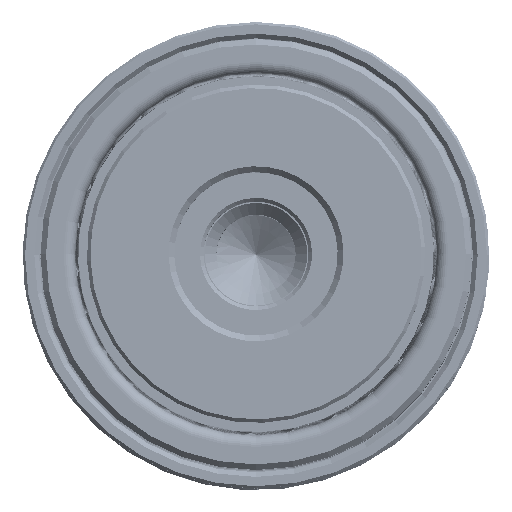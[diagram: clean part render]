
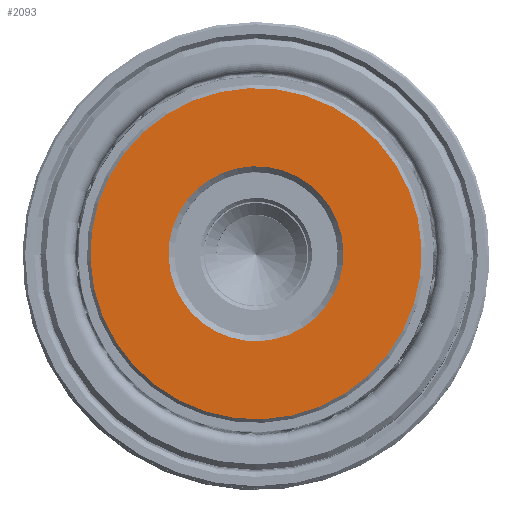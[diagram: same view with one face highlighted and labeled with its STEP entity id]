
A CAD part, top view. The second image highlights one B-rep face of the part: STEP entity #2093.
In plain terms, the highlighted face is planar.
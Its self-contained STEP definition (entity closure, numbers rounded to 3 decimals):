
#319 = EDGE_CURVE ( 'NONE', #9172, #26923, #30770, .T. ) ;
#2093 = ADVANCED_FACE ( 'NONE', ( #45069, #26278 ), #45387, .F. ) ;
#6424 = CARTESIAN_POINT ( 'NONE',  ( 0., 0., 0. ) ) ;
#6575 = DIRECTION ( 'NONE',  ( 0., 0., 1. ) ) ;
#6743 = DIRECTION ( 'NONE',  ( 0., 0., 1. ) ) ;
#7714 = CIRCLE ( 'NONE', #41500, 7.5 ) ;
#9172 = VERTEX_POINT ( 'NONE', #16750 ) ;
#9188 = DIRECTION ( 'NONE',  ( 0., 0., -1. ) ) ;
#10280 = CARTESIAN_POINT ( 'NONE',  ( -7.5, 0., 0. ) ) ;
#10288 = EDGE_LOOP ( 'NONE', ( #31152, #12304 ) ) ;
#12304 = ORIENTED_EDGE ( 'NONE', *, *, #319, .T. ) ;
#13797 = DIRECTION ( 'NONE',  ( 0., 0., -1. ) ) ;
#16314 = EDGE_LOOP ( 'NONE', ( #26657, #23737 ) ) ;
#16750 = CARTESIAN_POINT ( 'NONE',  ( -14.2, 0., 0. ) ) ;
#17496 = DIRECTION ( 'NONE',  ( 0., 0., 1. ) ) ;
#19805 = CIRCLE ( 'NONE', #43301, 14.2 ) ;
#23427 = CARTESIAN_POINT ( 'NONE',  ( 7.5, 0., 0. ) ) ;
#23737 = ORIENTED_EDGE ( 'NONE', *, *, #34565, .T. ) ;
#24042 = AXIS2_PLACEMENT_3D ( 'NONE', #27984, #6743, #31534 ) ;
#25169 = VERTEX_POINT ( 'NONE', #10280 ) ;
#26278 = FACE_BOUND ( 'NONE', #16314, .T. ) ;
#26657 = ORIENTED_EDGE ( 'NONE', *, *, #34828, .T. ) ;
#26923 = VERTEX_POINT ( 'NONE', #33309 ) ;
#27431 = AXIS2_PLACEMENT_3D ( 'NONE', #6424, #6575, #31354 ) ;
#27984 = CARTESIAN_POINT ( 'NONE',  ( 0., 0., 0. ) ) ;
#30061 = AXIS2_PLACEMENT_3D ( 'NONE', #34985, #13797, #38530 ) ;
#30398 = CARTESIAN_POINT ( 'NONE',  ( 0., 0., 0. ) ) ;
#30770 = CIRCLE ( 'NONE', #30061, 14.2 ) ;
#31152 = ORIENTED_EDGE ( 'NONE', *, *, #38539, .T. ) ;
#31354 = DIRECTION ( 'NONE',  ( 1., 0., 0. ) ) ;
#31534 = DIRECTION ( 'NONE',  ( 1., 0., 0. ) ) ;
#33309 = CARTESIAN_POINT ( 'NONE',  ( 14.2, 0., 0. ) ) ;
#33942 = DIRECTION ( 'NONE',  ( 1., 0., 0. ) ) ;
#34565 = EDGE_CURVE ( 'NONE', #41449, #25169, #7714, .T. ) ;
#34828 = EDGE_CURVE ( 'NONE', #25169, #41449, #40929, .T. ) ;
#34985 = CARTESIAN_POINT ( 'NONE',  ( 0., 0., 0. ) ) ;
#38530 = DIRECTION ( 'NONE',  ( 1., 0., 0. ) ) ;
#38539 = EDGE_CURVE ( 'NONE', #26923, #9172, #19805, .T. ) ;
#38667 = CARTESIAN_POINT ( 'NONE',  ( 0., 0., 0. ) ) ;
#40929 = CIRCLE ( 'NONE', #24042, 7.5 ) ;
#41449 = VERTEX_POINT ( 'NONE', #23427 ) ;
#41500 = AXIS2_PLACEMENT_3D ( 'NONE', #38667, #17496, #42237 ) ;
#42237 = DIRECTION ( 'NONE',  ( 1., 0., 0. ) ) ;
#43301 = AXIS2_PLACEMENT_3D ( 'NONE', #30398, #9188, #33942 ) ;
#45069 = FACE_OUTER_BOUND ( 'NONE', #10288, .T. ) ;
#45387 = PLANE ( 'NONE',  #27431 ) ;
